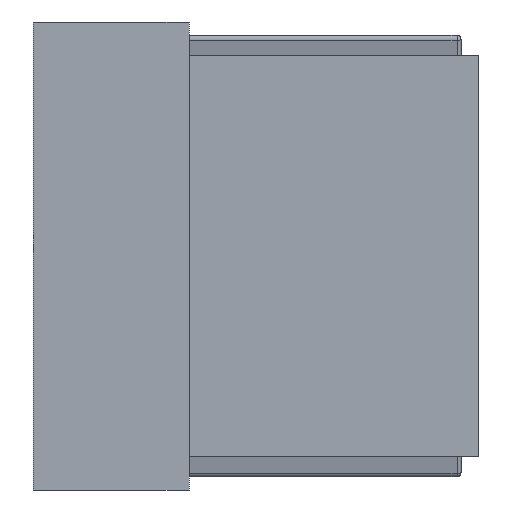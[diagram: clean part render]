
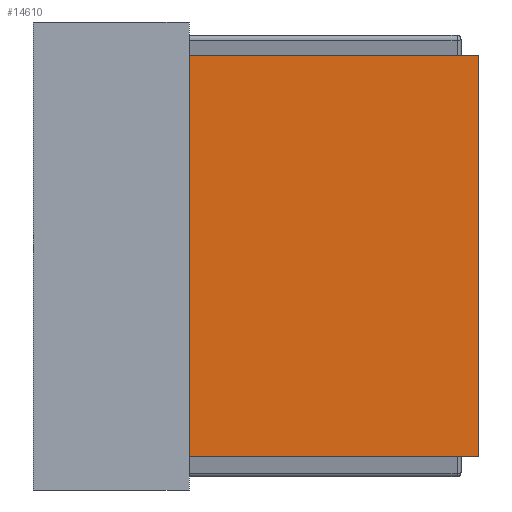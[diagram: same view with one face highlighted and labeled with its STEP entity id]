
A CAD part, left-side view. The second image highlights one B-rep face of the part: STEP entity #14610.
In plain terms, the highlighted planar face has unit normal (-1, 0, 0).
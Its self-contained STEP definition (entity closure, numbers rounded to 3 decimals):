
#401=DIRECTION('',(0.,-1.,0.));
#402=VECTOR('',#401,0.65);
#403=CARTESIAN_POINT('',(-0.8,0.16,-0.45));
#404=LINE('',#403,#402);
#1805=DIRECTION('',(0.,-1.,0.));
#1806=VECTOR('',#1805,0.65);
#1807=CARTESIAN_POINT('',(-0.8,0.16,0.45));
#1808=LINE('',#1807,#1806);
#5332=DIRECTION('',(0.,0.,1.));
#5333=VECTOR('',#5332,0.9);
#5334=CARTESIAN_POINT('',(-0.8,-0.49,-0.45));
#5335=LINE('',#5334,#5333);
#5336=DIRECTION('',(0.,0.,1.));
#5337=VECTOR('',#5336,0.9);
#5338=CARTESIAN_POINT('',(-0.8,0.16,-0.45));
#5339=LINE('',#5338,#5337);
#5345=CARTESIAN_POINT('',(-0.8,-0.49,-0.45));
#5347=VERTEX_POINT('',#5345);
#5357=CARTESIAN_POINT('',(-0.8,-0.49,0.45));
#5359=VERTEX_POINT('',#5357);
#5385=CARTESIAN_POINT('',(-0.8,0.16,-0.45));
#5386=CARTESIAN_POINT('',(-0.8,0.16,0.45));
#5387=VERTEX_POINT('',#5385);
#5388=VERTEX_POINT('',#5386);
#14599=CARTESIAN_POINT('',(-0.8,0.49,-0.45));
#14600=DIRECTION('',(-1.,0.,0.));
#14601=DIRECTION('',(0.,-1.,0.));
#14602=AXIS2_PLACEMENT_3D('',#14599,#14600,#14601);
#14603=PLANE('',#14602);
#14604=ORIENTED_EDGE('',*,*,#8314,.T.);
#14605=ORIENTED_EDGE('',*,*,#8980,.T.);
#14606=ORIENTED_EDGE('',*,*,#14592,.F.);
#14607=ORIENTED_EDGE('',*,*,#7190,.F.);
#14608=EDGE_LOOP('',(#14604,#14605,#14606,#14607));
#14609=FACE_OUTER_BOUND('',#14608,.F.);
#7190=EDGE_CURVE('',#5387,#5347,#404,.T.);
#8314=EDGE_CURVE('',#5387,#5388,#5339,.T.);
#8980=EDGE_CURVE('',#5388,#5359,#1808,.T.);
#14592=EDGE_CURVE('',#5347,#5359,#5335,.T.);
#14610=ADVANCED_FACE('',(#14609),#14603,.T.);
